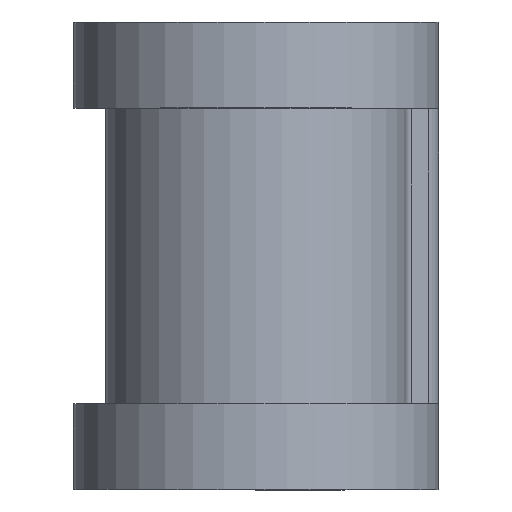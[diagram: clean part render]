
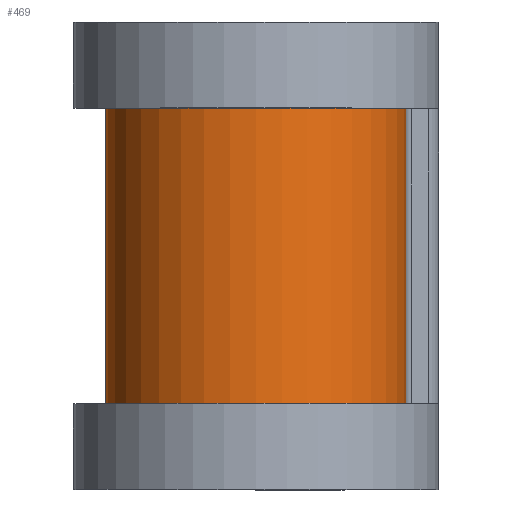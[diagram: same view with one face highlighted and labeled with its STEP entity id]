
A CAD part, top view. The second image highlights one B-rep face of the part: STEP entity #469.
In plain terms, the highlighted cylindrical face has radius 7.099 mm (diameter 14.199 mm), a partial arc.
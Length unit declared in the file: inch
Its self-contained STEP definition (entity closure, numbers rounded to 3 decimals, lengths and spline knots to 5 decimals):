
#5 = VERTEX_POINT ( 'NONE', #1655 ) ;
#14 = DIRECTION ( 'NONE',  ( 0., 0., -1. ) ) ;
#26 = VERTEX_POINT ( 'NONE', #389 ) ;
#34 = CARTESIAN_POINT ( 'NONE',  ( 0., -0.275, 0. ) ) ;
#55 = CARTESIAN_POINT ( 'NONE',  ( 0., -0.275, -0.2795 ) ) ;
#119 = CARTESIAN_POINT ( 'NONE',  ( 0., 0.375, 0. ) ) ;
#179 = LINE ( 'NONE', #931, #202 ) ;
#184 = CYLINDRICAL_SURFACE ( 'NONE', #487, 0.2795 ) ;
#202 = VECTOR ( 'NONE', #482, 39.37008 ) ;
#251 = FACE_OUTER_BOUND ( 'NONE', #1279, .T. ) ;
#254 = VERTEX_POINT ( 'NONE', #55 ) ;
#359 = DIRECTION ( 'NONE',  ( 0., -1., 0. ) ) ;
#389 = CARTESIAN_POINT ( 'NONE',  ( 0., 0.275, -0.2795 ) ) ;
#469 = ADVANCED_FACE ( 'NONE', ( #251 ), #184, .T. ) ;
#476 = EDGE_CURVE ( 'NONE', #1131, #5, #179, .T. ) ;
#482 = DIRECTION ( 'NONE',  ( 0., -1., 0. ) ) ;
#487 = AXIS2_PLACEMENT_3D ( 'NONE', #119, #898, #1001 ) ;
#517 = ORIENTED_EDGE ( 'NONE', *, *, #1254, .T. ) ;
#593 = ORIENTED_EDGE ( 'NONE', *, *, #476, .F. ) ;
#680 = CARTESIAN_POINT ( 'NONE',  ( 0., 0.275, 0. ) ) ;
#734 = CARTESIAN_POINT ( 'NONE',  ( 0., 0.375, -0.2795 ) ) ;
#807 = CIRCLE ( 'NONE', #1401, 0.2795 ) ;
#853 = DIRECTION ( 'NONE',  ( 0., 0., -1. ) ) ;
#898 = DIRECTION ( 'NONE',  ( 0., -1., 0. ) ) ;
#931 = CARTESIAN_POINT ( 'NONE',  ( 0.2795, 0.375, 0. ) ) ;
#954 = EDGE_CURVE ( 'NONE', #5, #254, #807, .T. ) ;
#974 = AXIS2_PLACEMENT_3D ( 'NONE', #680, #1683, #853 ) ;
#1001 = DIRECTION ( 'NONE',  ( 0., 0., -1. ) ) ;
#1066 = EDGE_CURVE ( 'NONE', #1131, #26, #1707, .T. ) ;
#1067 = LINE ( 'NONE', #734, #1090 ) ;
#1090 = VECTOR ( 'NONE', #1719, 39.37008 ) ;
#1106 = ORIENTED_EDGE ( 'NONE', *, *, #1066, .T. ) ;
#1131 = VERTEX_POINT ( 'NONE', #1164 ) ;
#1164 = CARTESIAN_POINT ( 'NONE',  ( 0.2795, 0.275, 0. ) ) ;
#1254 = EDGE_CURVE ( 'NONE', #26, #254, #1067, .T. ) ;
#1279 = EDGE_LOOP ( 'NONE', ( #593, #1106, #517, #1424 ) ) ;
#1401 = AXIS2_PLACEMENT_3D ( 'NONE', #34, #359, #14 ) ;
#1424 = ORIENTED_EDGE ( 'NONE', *, *, #954, .F. ) ;
#1655 = CARTESIAN_POINT ( 'NONE',  ( 0.2795, -0.275, 0. ) ) ;
#1683 = DIRECTION ( 'NONE',  ( 0., -1., 0. ) ) ;
#1707 = CIRCLE ( 'NONE', #974, 0.2795 ) ;
#1719 = DIRECTION ( 'NONE',  ( 0., -1., 0. ) ) ;
